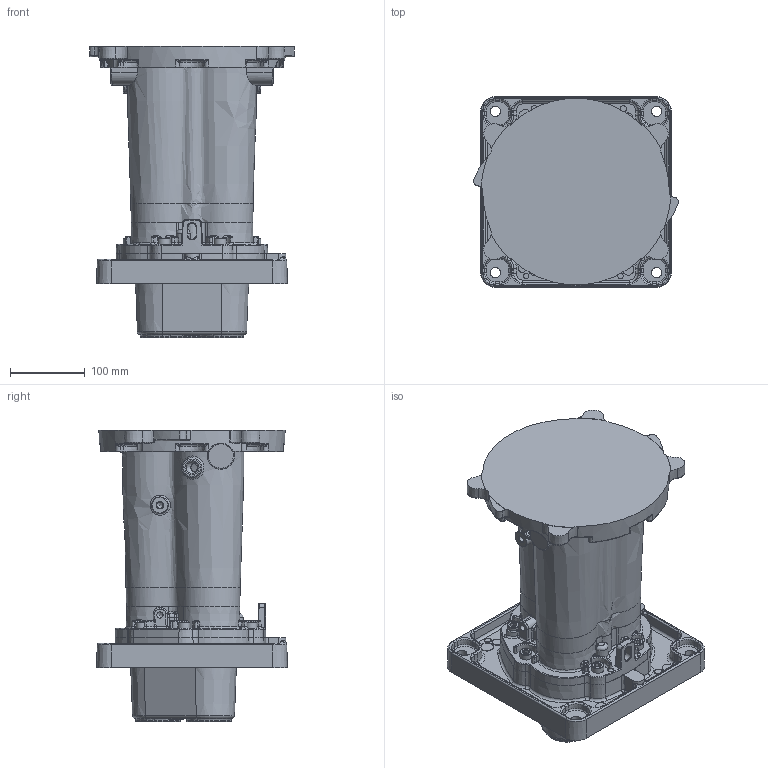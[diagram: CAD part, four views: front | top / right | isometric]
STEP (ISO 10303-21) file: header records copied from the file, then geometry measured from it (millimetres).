
FILE_DESCRIPTION(/* description */ (''),/* implementation_level */ '2;1');
FILE_NAME(/* name */ 'Ex118B ADAP SS (RS944SS_SLD).stp',/* time_stamp */ '2019-07-05T13:37:40+10:00',/* author */ ('t.ralph531'),/* organization */ (''),/* preprocessor_version */ 'ST-DEVELOPER v16.5',/* originating_system */ 'Autodesk Inventor 2017',/* authorisation */ '');
FILE_SCHEMA (('AUTOMOTIVE_DESIGN { 1 0 10303 214 3 1 1 }'));
Products named in the file (4): RS944SS_SLD; 2480_SLD; 2477_SLD; 1470
Assembly tree (8 placements, depth 2):
  RS944SS_SLD
    2480_SLD
    2477_SLD
    1470  x6
Bounding box: 274.35 x 255 x 389.88 mm (x, y, z)
Volume: 8898975.8 mm3; surface area: 565831.2 mm2
Topology: 8 solids, 8 shells, 1547 faces, 3726 edges, 2207 vertices
Faces by surface type: torus 377, plane 318, bspline 300, cone 289, cylinder 234, sphere 29
Full cylindrical faces by diameter (mm): 8.376 x10, 10 x6, 10.2 x6, 13.5 x4, 16 x6, 20.417 x2, 22 x3, 59.208 x3
Entity records: 63465 total; most frequent: CARTESIAN_POINT 31673, DIRECTION 6757, ORIENTED_EDGE 6648, EDGE_CURVE 3324, AXIS2_PLACEMENT_3D 3023, VERTEX_POINT 2018, CIRCLE 1757, EDGE_LOOP 1534
